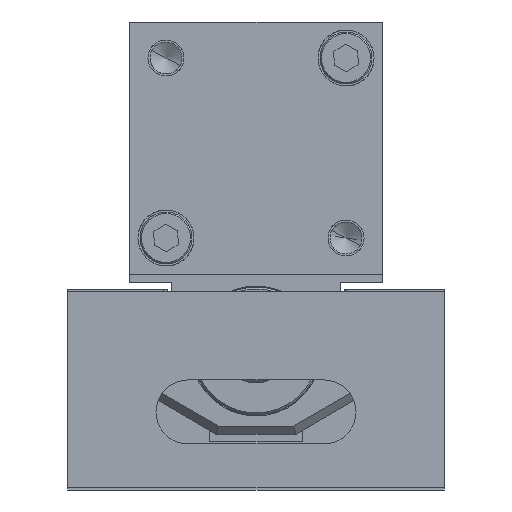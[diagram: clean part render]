
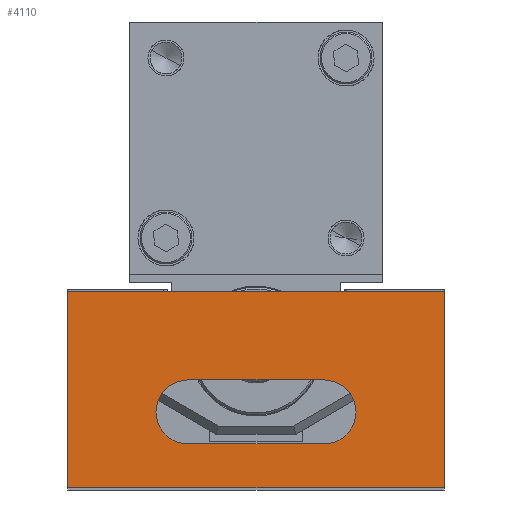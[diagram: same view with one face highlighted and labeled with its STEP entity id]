
A CAD part, left-side view. The second image highlights one B-rep face of the part: STEP entity #4110.
In plain terms, the highlighted planar face has unit normal (-1, 0, 0).
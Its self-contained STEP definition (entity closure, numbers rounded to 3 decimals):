
#3898=CARTESIAN_POINT('Line Origine',(20.,47.,0.5)) ;
#3902=CARTESIAN_POINT('Vertex',(20.,0.,0.5)) ;
#3904=CARTESIAN_POINT('Vertex',(20.,94.,0.5)) ;
#4010=CARTESIAN_POINT('Vertex',(20.,0.,49.5)) ;
#4013=CARTESIAN_POINT('Line Origine',(20.,0.,25.)) ;
#4037=CARTESIAN_POINT('Axis2P3D Location',(20.,0.,0.5)) ;
#4042=CARTESIAN_POINT('Line Origine',(20.,47.,49.5)) ;
#4046=CARTESIAN_POINT('Vertex',(20.,94.,49.5)) ;
#4049=CARTESIAN_POINT('Line Origine',(20.,94.,25.)) ;
#4060=CARTESIAN_POINT('Axis2P3D Location',(20.,30.,19.5)) ;
#4064=CARTESIAN_POINT('Vertex',(20.,22.,19.5)) ;
#4066=CARTESIAN_POINT('Vertex',(20.,30.,11.5)) ;
#4069=CARTESIAN_POINT('Line Origine',(20.,47.,11.5)) ;
#4073=CARTESIAN_POINT('Vertex',(20.,64.,11.5)) ;
#4076=CARTESIAN_POINT('Axis2P3D Location',(20.,64.,19.5)) ;
#4080=CARTESIAN_POINT('Vertex',(20.,72.,19.5)) ;
#4083=CARTESIAN_POINT('Axis2P3D Location',(20.,64.,19.5)) ;
#4087=CARTESIAN_POINT('Vertex',(20.,64.,27.5)) ;
#4090=CARTESIAN_POINT('Line Origine',(20.,47.,27.5)) ;
#4094=CARTESIAN_POINT('Vertex',(20.,30.,27.5)) ;
#4097=CARTESIAN_POINT('Axis2P3D Location',(20.,30.,19.5)) ;
#3899=DIRECTION('Vector Direction',(0.,1.,0.)) ;
#4014=DIRECTION('Vector Direction',(0.,0.,-1.)) ;
#4038=DIRECTION('Axis2P3D Direction',(1.,0.,0.)) ;
#4039=DIRECTION('Axis2P3D XDirection',(0.,1.,0.)) ;
#4043=DIRECTION('Vector Direction',(0.,-1.,0.)) ;
#4050=DIRECTION('Vector Direction',(0.,0.,1.)) ;
#4061=DIRECTION('Axis2P3D Direction',(1.,0.,0.)) ;
#4070=DIRECTION('Vector Direction',(0.,1.,0.)) ;
#4077=DIRECTION('Axis2P3D Direction',(1.,0.,0.)) ;
#4084=DIRECTION('Axis2P3D Direction',(1.,0.,0.)) ;
#4091=DIRECTION('Vector Direction',(0.,-1.,0.)) ;
#4098=DIRECTION('Axis2P3D Direction',(1.,0.,0.)) ;
#4040=AXIS2_PLACEMENT_3D('Plane Axis2P3D',#4037,#4038,#4039) ;
#4062=AXIS2_PLACEMENT_3D('Circle Axis2P3D',#4060,#4061,$) ;
#4078=AXIS2_PLACEMENT_3D('Circle Axis2P3D',#4076,#4077,$) ;
#4085=AXIS2_PLACEMENT_3D('Circle Axis2P3D',#4083,#4084,$) ;
#4099=AXIS2_PLACEMENT_3D('Circle Axis2P3D',#4097,#4098,$) ;
#4055=ORIENTED_EDGE('',*,*,#3906,.F.) ;
#4056=ORIENTED_EDGE('',*,*,#4017,.F.) ;
#4057=ORIENTED_EDGE('',*,*,#4048,.F.) ;
#4058=ORIENTED_EDGE('',*,*,#4053,.F.) ;
#4103=ORIENTED_EDGE('',*,*,#4068,.T.) ;
#4104=ORIENTED_EDGE('',*,*,#4075,.T.) ;
#4105=ORIENTED_EDGE('',*,*,#4082,.T.) ;
#4106=ORIENTED_EDGE('',*,*,#4089,.T.) ;
#4107=ORIENTED_EDGE('',*,*,#4096,.T.) ;
#4108=ORIENTED_EDGE('',*,*,#4101,.T.) ;
#4109=FACE_BOUND('',#4102,.T.) ;
#3900=VECTOR('Line Direction',#3899,1.) ;
#4015=VECTOR('Line Direction',#4014,1.) ;
#4044=VECTOR('Line Direction',#4043,1.) ;
#4051=VECTOR('Line Direction',#4050,1.) ;
#4071=VECTOR('Line Direction',#4070,1.) ;
#4092=VECTOR('Line Direction',#4091,1.) ;
#4110=ADVANCED_FACE('Brep With Voids',(#4059,#4109),#4041,.F.) ;
#4063=CIRCLE('generated circle',#4062,8.) ;
#4079=CIRCLE('generated circle',#4078,8.) ;
#4086=CIRCLE('generated circle',#4085,8.) ;
#4100=CIRCLE('generated circle',#4099,8.) ;
#3906=EDGE_CURVE('',#3903,#3905,#3901,.T.) ;
#4017=EDGE_CURVE('',#4011,#3903,#4016,.T.) ;
#4048=EDGE_CURVE('',#4047,#4011,#4045,.T.) ;
#4053=EDGE_CURVE('',#3905,#4047,#4052,.T.) ;
#4068=EDGE_CURVE('',#4065,#4067,#4063,.T.) ;
#4075=EDGE_CURVE('',#4067,#4074,#4072,.T.) ;
#4082=EDGE_CURVE('',#4074,#4081,#4079,.T.) ;
#4089=EDGE_CURVE('',#4081,#4088,#4086,.T.) ;
#4096=EDGE_CURVE('',#4088,#4095,#4093,.T.) ;
#4101=EDGE_CURVE('',#4095,#4065,#4100,.T.) ;
#4054=EDGE_LOOP('',(#4055,#4056,#4057,#4058)) ;
#4102=EDGE_LOOP('',(#4103,#4104,#4105,#4106,#4107,#4108)) ;
#4059=FACE_OUTER_BOUND('',#4054,.T.) ;
#3901=LINE('Line',#3898,#3900) ;
#4016=LINE('Line',#4013,#4015) ;
#4045=LINE('Line',#4042,#4044) ;
#4052=LINE('Line',#4049,#4051) ;
#4072=LINE('Line',#4069,#4071) ;
#4093=LINE('Line',#4090,#4092) ;
#4041=PLANE('Plane',#4040) ;
#3903=VERTEX_POINT('',#3902) ;
#3905=VERTEX_POINT('',#3904) ;
#4011=VERTEX_POINT('',#4010) ;
#4047=VERTEX_POINT('',#4046) ;
#4065=VERTEX_POINT('',#4064) ;
#4067=VERTEX_POINT('',#4066) ;
#4074=VERTEX_POINT('',#4073) ;
#4081=VERTEX_POINT('',#4080) ;
#4088=VERTEX_POINT('',#4087) ;
#4095=VERTEX_POINT('',#4094) ;
